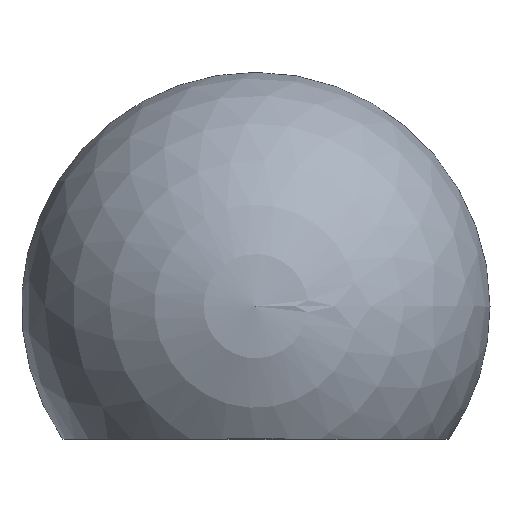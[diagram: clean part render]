
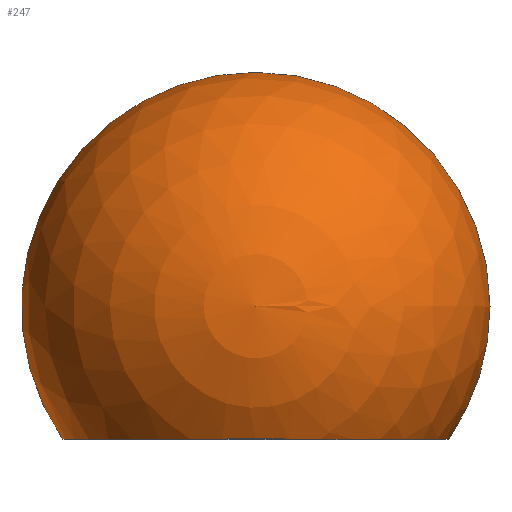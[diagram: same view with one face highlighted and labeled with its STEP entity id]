
A CAD part, top view. The second image highlights one B-rep face of the part: STEP entity #247.
In plain terms, the highlighted spherical face has radius 30 mm.
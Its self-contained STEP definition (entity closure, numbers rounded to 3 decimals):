
#13 = DIRECTION ( 'NONE',  ( 0., 0., -1. ) ) ;
#14 = ORIENTED_EDGE ( 'NONE', *, *, #225, .F. ) ;
#25 = EDGE_CURVE ( 'NONE', #104, #59, #103, .T. ) ;
#39 = VERTEX_POINT ( 'NONE', #276 ) ;
#49 = CARTESIAN_POINT ( 'NONE',  ( 24.718, 7.081, 0. ) ) ;
#59 = VERTEX_POINT ( 'NONE', #49 ) ;
#70 = AXIS2_PLACEMENT_3D ( 'NONE', #119, #13, #96 ) ;
#77 = CIRCLE ( 'NONE', #114, 30. ) ;
#96 = DIRECTION ( 'NONE',  ( -1., 0., 0. ) ) ;
#101 = ORIENTED_EDGE ( 'NONE', *, *, #25, .T. ) ;
#103 = CIRCLE ( 'NONE', #240, 24.718 ) ;
#104 = VERTEX_POINT ( 'NONE', #121 ) ;
#114 = AXIS2_PLACEMENT_3D ( 'NONE', #140, #118, #167 ) ;
#118 = DIRECTION ( 'NONE',  ( 0., 0., 1. ) ) ;
#119 = CARTESIAN_POINT ( 'NONE',  ( 0., 24.081, 0. ) ) ;
#121 = CARTESIAN_POINT ( 'NONE',  ( -24.718, 7.081, 0. ) ) ;
#127 = EDGE_LOOP ( 'NONE', ( #14, #101, #142 ) ) ;
#140 = CARTESIAN_POINT ( 'NONE',  ( 0., 24.081, 0. ) ) ;
#142 = ORIENTED_EDGE ( 'NONE', *, *, #154, .T. ) ;
#144 = DIRECTION ( 'NONE',  ( 0., 1., 0. ) ) ;
#154 = EDGE_CURVE ( 'NONE', #59, #39, #77, .T. ) ;
#167 = DIRECTION ( 'NONE',  ( 1., 0., 0. ) ) ;
#177 = CARTESIAN_POINT ( 'NONE',  ( 0., 24.081, 0. ) ) ;
#183 = CIRCLE ( 'NONE', #70, 30. ) ;
#206 = SPHERICAL_SURFACE ( 'NONE', #221, 30. ) ;
#221 = AXIS2_PLACEMENT_3D ( 'NONE', #177, #264, #224 ) ;
#224 = DIRECTION ( 'NONE',  ( 1., 0., 0. ) ) ;
#225 = EDGE_CURVE ( 'NONE', #104, #39, #183, .T. ) ;
#236 = DIRECTION ( 'NONE',  ( 0., 0., 1. ) ) ;
#240 = AXIS2_PLACEMENT_3D ( 'NONE', #257, #144, #236 ) ;
#247 = ADVANCED_FACE ( 'NONE', ( #275 ), #206, .T. ) ;
#257 = CARTESIAN_POINT ( 'NONE',  ( 0., 7.081, 0. ) ) ;
#264 = DIRECTION ( 'NONE',  ( 0., 0., -1. ) ) ;
#275 = FACE_OUTER_BOUND ( 'NONE', #127, .T. ) ;
#276 = CARTESIAN_POINT ( 'NONE',  ( 0., 54.081, 0. ) ) ;
